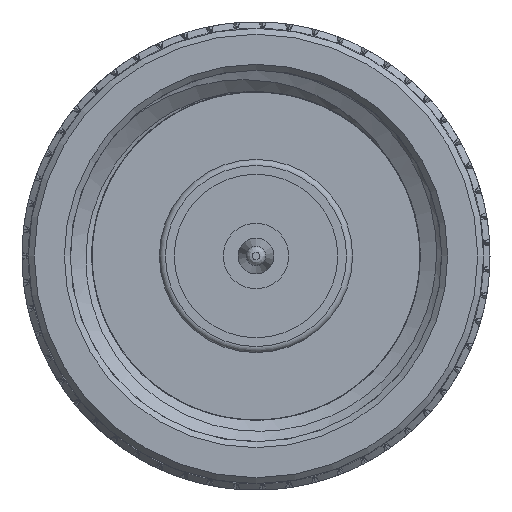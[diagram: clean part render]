
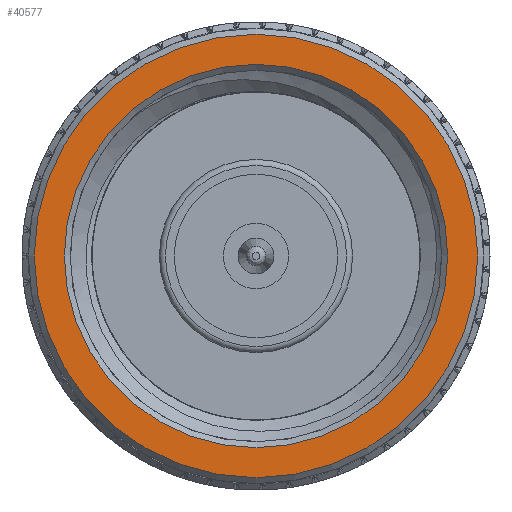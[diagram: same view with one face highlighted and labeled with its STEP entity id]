
A CAD part, left-side view. The second image highlights one B-rep face of the part: STEP entity #40577.
In plain terms, the highlighted planar face has unit normal (-1, 0, 0).
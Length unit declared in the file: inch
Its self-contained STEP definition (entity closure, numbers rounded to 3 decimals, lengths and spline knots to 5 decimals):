
#152 = CIRCLE ( 'NONE', #41880, 0.37309 ) ;
#3304 = EDGE_LOOP ( 'NONE', ( #55487 ) ) ;
#4015 = CARTESIAN_POINT ( 'NONE',  ( 0., 0., 0. ) ) ;
#4622 = CARTESIAN_POINT ( 'NONE',  ( 0., 0.37309, 0. ) ) ;
#9444 = FACE_OUTER_BOUND ( 'NONE', #3304, .T. ) ;
#12483 = CIRCLE ( 'NONE', #47929, 0.3225 ) ;
#14570 = CARTESIAN_POINT ( 'NONE',  ( 0., 0., 0. ) ) ;
#26287 = DIRECTION ( 'NONE',  ( 1., 0., 0. ) ) ;
#26896 = VERTEX_POINT ( 'NONE', #4622 ) ;
#27352 = ORIENTED_EDGE ( 'NONE', *, *, #62857, .T. ) ;
#31662 = CARTESIAN_POINT ( 'NONE',  ( 0., 0.38309, 0. ) ) ;
#32145 = DIRECTION ( 'NONE',  ( 0., 1., 0. ) ) ;
#36282 = DIRECTION ( 'NONE',  ( 0., 1., 0. ) ) ;
#40189 = EDGE_CURVE ( 'NONE', #26896, #26896, #152, .T. ) ;
#40577 = ADVANCED_FACE ( 'NONE', ( #62098, #9444 ), #77108, .T. ) ;
#41880 = AXIS2_PLACEMENT_3D ( 'NONE', #14570, #43108, #36282 ) ;
#43108 = DIRECTION ( 'NONE',  ( -1., 0., 0. ) ) ;
#47156 = DIRECTION ( 'NONE',  ( -1., 0., 0. ) ) ;
#47929 = AXIS2_PLACEMENT_3D ( 'NONE', #4015, #26287, #77051 ) ;
#55487 = ORIENTED_EDGE ( 'NONE', *, *, #40189, .T. ) ;
#62098 = FACE_BOUND ( 'NONE', #71799, .T. ) ;
#62857 = EDGE_CURVE ( 'NONE', #76697, #76697, #12483, .T. ) ;
#64955 = AXIS2_PLACEMENT_3D ( 'NONE', #31662, #47156, #32145 ) ;
#71799 = EDGE_LOOP ( 'NONE', ( #27352 ) ) ;
#76697 = VERTEX_POINT ( 'NONE', #84426 ) ;
#77051 = DIRECTION ( 'NONE',  ( 0., 0., 1. ) ) ;
#77108 = PLANE ( 'NONE',  #64955 ) ;
#84426 = CARTESIAN_POINT ( 'NONE',  ( 0., 0., 0.3225 ) ) ;
